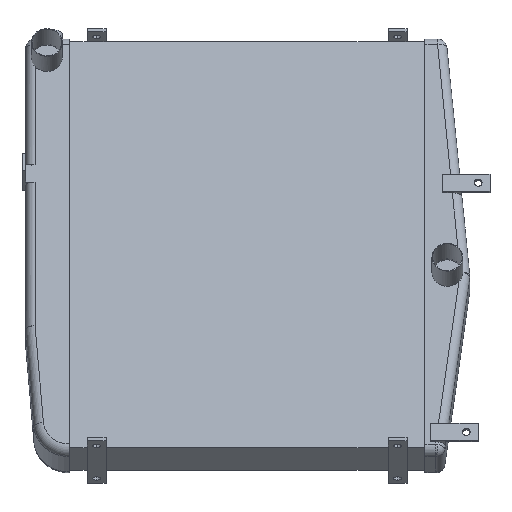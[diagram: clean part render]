
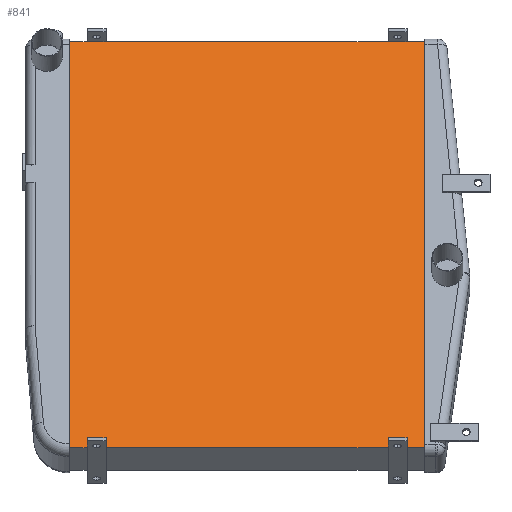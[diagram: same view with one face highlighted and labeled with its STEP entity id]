
A CAD part, left-side view. The second image highlights one B-rep face of the part: STEP entity #841.
In plain terms, the highlighted face is planar.
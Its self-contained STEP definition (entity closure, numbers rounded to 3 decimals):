
#300=CARTESIAN_POINT('Vertex',(45.9,37.,5.)) ;
#303=CARTESIAN_POINT('Line Origine',(45.9,37.,194.)) ;
#307=CARTESIAN_POINT('Vertex',(45.9,37.,383.)) ;
#739=CARTESIAN_POINT('Vertex',(45.9,52.,5.)) ;
#742=CARTESIAN_POINT('Line Origine',(45.9,44.5,5.)) ;
#754=CARTESIAN_POINT('Axis2P3D Location',(45.9,37.,383.)) ;
#759=CARTESIAN_POINT('Line Origine',(45.9,329.5,383.)) ;
#763=CARTESIAN_POINT('Vertex',(45.9,322.,383.)) ;
#765=CARTESIAN_POINT('Vertex',(45.9,337.,383.)) ;
#768=CARTESIAN_POINT('Line Origine',(45.9,314.,383.)) ;
#772=CARTESIAN_POINT('Vertex',(45.9,306.,383.)) ;
#775=CARTESIAN_POINT('Line Origine',(45.9,187.,383.)) ;
#779=CARTESIAN_POINT('Vertex',(45.9,68.,383.)) ;
#782=CARTESIAN_POINT('Line Origine',(45.9,60.,383.)) ;
#786=CARTESIAN_POINT('Vertex',(45.9,52.,383.)) ;
#789=CARTESIAN_POINT('Line Origine',(45.9,44.5,383.)) ;
#794=CARTESIAN_POINT('Line Origine',(45.9,60.,5.)) ;
#798=CARTESIAN_POINT('Vertex',(45.9,68.,5.)) ;
#801=CARTESIAN_POINT('Line Origine',(45.9,187.,5.)) ;
#805=CARTESIAN_POINT('Vertex',(45.9,306.,5.)) ;
#808=CARTESIAN_POINT('Line Origine',(45.9,314.,5.)) ;
#812=CARTESIAN_POINT('Vertex',(45.9,322.,5.)) ;
#815=CARTESIAN_POINT('Line Origine',(45.9,329.5,5.)) ;
#819=CARTESIAN_POINT('Vertex',(45.9,337.,5.)) ;
#822=CARTESIAN_POINT('Line Origine',(45.9,337.,194.)) ;
#304=DIRECTION('Vector Direction',(0.,0.,-1.)) ;
#743=DIRECTION('Vector Direction',(0.,1.,0.)) ;
#755=DIRECTION('Axis2P3D Direction',(1.,0.,0.)) ;
#756=DIRECTION('Axis2P3D XDirection',(0.,0.,-1.)) ;
#760=DIRECTION('Vector Direction',(0.,1.,0.)) ;
#769=DIRECTION('Vector Direction',(0.,1.,0.)) ;
#776=DIRECTION('Vector Direction',(0.,1.,0.)) ;
#783=DIRECTION('Vector Direction',(0.,1.,0.)) ;
#790=DIRECTION('Vector Direction',(0.,1.,0.)) ;
#795=DIRECTION('Vector Direction',(0.,1.,0.)) ;
#802=DIRECTION('Vector Direction',(0.,1.,0.)) ;
#809=DIRECTION('Vector Direction',(0.,1.,0.)) ;
#816=DIRECTION('Vector Direction',(0.,1.,0.)) ;
#823=DIRECTION('Vector Direction',(0.,0.,-1.)) ;
#757=AXIS2_PLACEMENT_3D('Plane Axis2P3D',#754,#755,#756) ;
#828=ORIENTED_EDGE('',*,*,#767,.F.) ;
#829=ORIENTED_EDGE('',*,*,#774,.F.) ;
#830=ORIENTED_EDGE('',*,*,#781,.F.) ;
#831=ORIENTED_EDGE('',*,*,#788,.F.) ;
#832=ORIENTED_EDGE('',*,*,#793,.F.) ;
#833=ORIENTED_EDGE('',*,*,#309,.T.) ;
#834=ORIENTED_EDGE('',*,*,#746,.T.) ;
#835=ORIENTED_EDGE('',*,*,#800,.T.) ;
#836=ORIENTED_EDGE('',*,*,#807,.T.) ;
#837=ORIENTED_EDGE('',*,*,#814,.T.) ;
#838=ORIENTED_EDGE('',*,*,#821,.T.) ;
#839=ORIENTED_EDGE('',*,*,#826,.F.) ;
#305=VECTOR('Line Direction',#304,1.) ;
#744=VECTOR('Line Direction',#743,1.) ;
#761=VECTOR('Line Direction',#760,1.) ;
#770=VECTOR('Line Direction',#769,1.) ;
#777=VECTOR('Line Direction',#776,1.) ;
#784=VECTOR('Line Direction',#783,1.) ;
#791=VECTOR('Line Direction',#790,1.) ;
#796=VECTOR('Line Direction',#795,1.) ;
#803=VECTOR('Line Direction',#802,1.) ;
#810=VECTOR('Line Direction',#809,1.) ;
#817=VECTOR('Line Direction',#816,1.) ;
#824=VECTOR('Line Direction',#823,1.) ;
#841=ADVANCED_FACE('',(#840),#758,.T.) ;
#309=EDGE_CURVE('',#308,#301,#306,.T.) ;
#746=EDGE_CURVE('',#301,#740,#745,.T.) ;
#767=EDGE_CURVE('',#764,#766,#762,.T.) ;
#774=EDGE_CURVE('',#773,#764,#771,.T.) ;
#781=EDGE_CURVE('',#780,#773,#778,.T.) ;
#788=EDGE_CURVE('',#787,#780,#785,.T.) ;
#793=EDGE_CURVE('',#308,#787,#792,.T.) ;
#800=EDGE_CURVE('',#740,#799,#797,.T.) ;
#807=EDGE_CURVE('',#799,#806,#804,.T.) ;
#814=EDGE_CURVE('',#806,#813,#811,.T.) ;
#821=EDGE_CURVE('',#813,#820,#818,.T.) ;
#826=EDGE_CURVE('',#766,#820,#825,.T.) ;
#827=EDGE_LOOP('',(#828,#829,#830,#831,#832,#833,#834,#835,#836,#837,#838,#839)) ;
#840=FACE_OUTER_BOUND('',#827,.T.) ;
#306=LINE('Line',#303,#305) ;
#745=LINE('Line',#742,#744) ;
#762=LINE('Line',#759,#761) ;
#771=LINE('Line',#768,#770) ;
#778=LINE('Line',#775,#777) ;
#785=LINE('Line',#782,#784) ;
#792=LINE('Line',#789,#791) ;
#797=LINE('Line',#794,#796) ;
#804=LINE('Line',#801,#803) ;
#811=LINE('Line',#808,#810) ;
#818=LINE('Line',#815,#817) ;
#825=LINE('Line',#822,#824) ;
#758=PLANE('Plane',#757) ;
#301=VERTEX_POINT('',#300) ;
#308=VERTEX_POINT('',#307) ;
#740=VERTEX_POINT('',#739) ;
#764=VERTEX_POINT('',#763) ;
#766=VERTEX_POINT('',#765) ;
#773=VERTEX_POINT('',#772) ;
#780=VERTEX_POINT('',#779) ;
#787=VERTEX_POINT('',#786) ;
#799=VERTEX_POINT('',#798) ;
#806=VERTEX_POINT('',#805) ;
#813=VERTEX_POINT('',#812) ;
#820=VERTEX_POINT('',#819) ;
